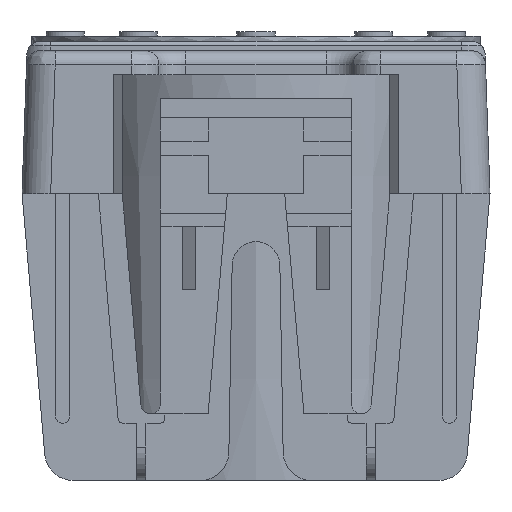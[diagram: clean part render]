
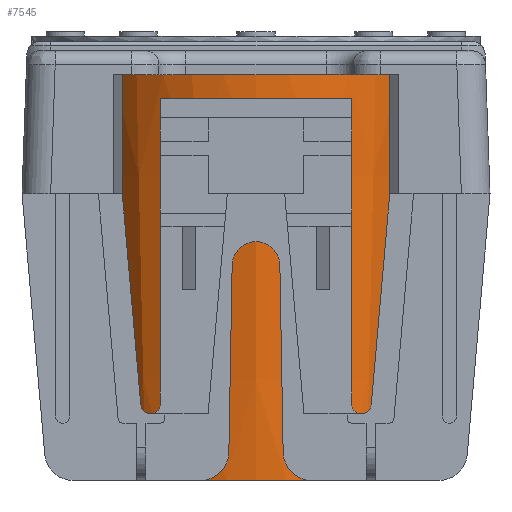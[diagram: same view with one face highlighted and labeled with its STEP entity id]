
A CAD part, left-side view. The second image highlights one B-rep face of the part: STEP entity #7545.
In plain terms, the highlighted conical face has half-angle 2 degrees and reference radius 19.6 mm.
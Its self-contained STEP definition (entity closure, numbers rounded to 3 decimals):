
#20=CONICAL_SURFACE('',#8054,19.6,0.035);
#224=CIRCLE('',#8037,17.994);
#232=CIRCLE('',#8055,19.478);
#761=FACE_OUTER_BOUND('',#1180,.T.);
#1180=EDGE_LOOP('',(#5905,#5906,#5907,#5908));
#1691=LINE('',#11904,#2553);
#2553=VECTOR('',#9098,19.6);
#3531=VERTEX_POINT('',#11873);
#3536=VERTEX_POINT('',#11903);
#4396=EDGE_CURVE('',#3531,#3531,#224,.T.);
#4409=EDGE_CURVE('',#3531,#3536,#1691,.T.);
#4410=EDGE_CURVE('',#3536,#3536,#232,.T.);
#5905=ORIENTED_EDGE('',*,*,#4396,.T.);
#5906=ORIENTED_EDGE('',*,*,#4409,.T.);
#5907=ORIENTED_EDGE('',*,*,#4410,.F.);
#5908=ORIENTED_EDGE('',*,*,#4409,.F.);
#7545=ADVANCED_FACE('',(#761),#20,.T.);
#8037=AXIS2_PLACEMENT_3D('',#11874,#9058,#9059);
#8054=AXIS2_PLACEMENT_3D('',#11902,#9096,#9097);
#8055=AXIS2_PLACEMENT_3D('',#11905,#9099,#9100);
#9058=DIRECTION('center_axis',(0.,0.,1.));
#9059=DIRECTION('ref_axis',(-1.,0.,0.));
#9096=DIRECTION('center_axis',(0.,0.,1.));
#9097=DIRECTION('ref_axis',(-1.,0.,0.));
#9098=DIRECTION('',(0.035,0.,0.999));
#9099=DIRECTION('center_axis',(0.,0.,1.));
#9100=DIRECTION('ref_axis',(-1.,0.,0.));
#11873=CARTESIAN_POINT('',(17.994,0.,-42.5));
#11874=CARTESIAN_POINT('Origin',(0.,0.,-42.5));
#11902=CARTESIAN_POINT('Origin',(0.,0.,3.5));
#11903=CARTESIAN_POINT('',(19.478,0.,0.));
#11904=CARTESIAN_POINT('',(19.6,0.,3.5));
#11905=CARTESIAN_POINT('Origin',(0.,0.,0.));
